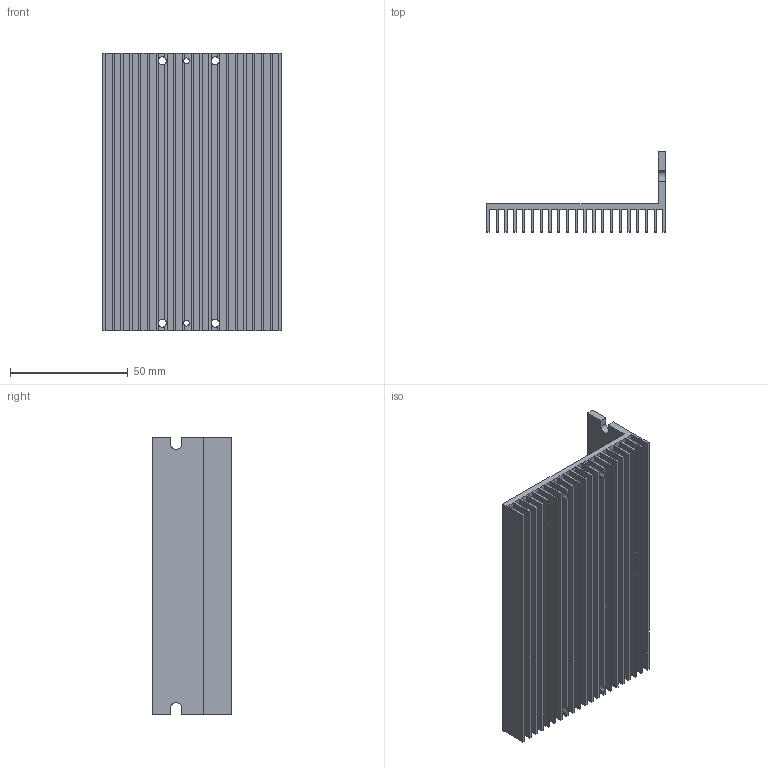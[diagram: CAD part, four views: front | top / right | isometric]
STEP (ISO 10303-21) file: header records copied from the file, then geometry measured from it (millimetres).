
FILE_DESCRIPTION(/* description */ (''),/* implementation_level */ '2;1');
FILE_NAME(/* name */ 'SteperMototr Heatsink v3.step',/* time_stamp */ '2024-05-28T16:38:29+02:00',/* author */ (''),/* organization */ (''),/* preprocessor_version */ 'ST-DEVELOPER v20',/* originating_system */ 'Autodesk Translation Framework v13.14.0.145',/* authorisation */ '');
FILE_SCHEMA (('AUTOMOTIVE_DESIGN { 1 0 10303 214 3 1 1 }'));
Length unit declared in the file: millimetre
Products named in the file (1): SteperMototr Heatsink
Bounding box: 76 x 34 x 118 mm (x, y, z)
Volume: 53429.3 mm3; surface area: 71754.1 mm2
Topology: 1 solids, 1 shells, 116 faces, 360 edges, 240 vertices
Faces by surface type: plane 108, cylinder 8
Full cylindrical faces by diameter (mm): 2.5 x2, 3.5 x4
Entity records: 4024 total; most frequent: ORIENTED_EDGE 720, CARTESIAN_POINT 717, DIRECTION 630, EDGE_CURVE 360, LINE 324, VECTOR 324, VERTEX_POINT 240, AXIS2_PLACEMENT_3D 153
